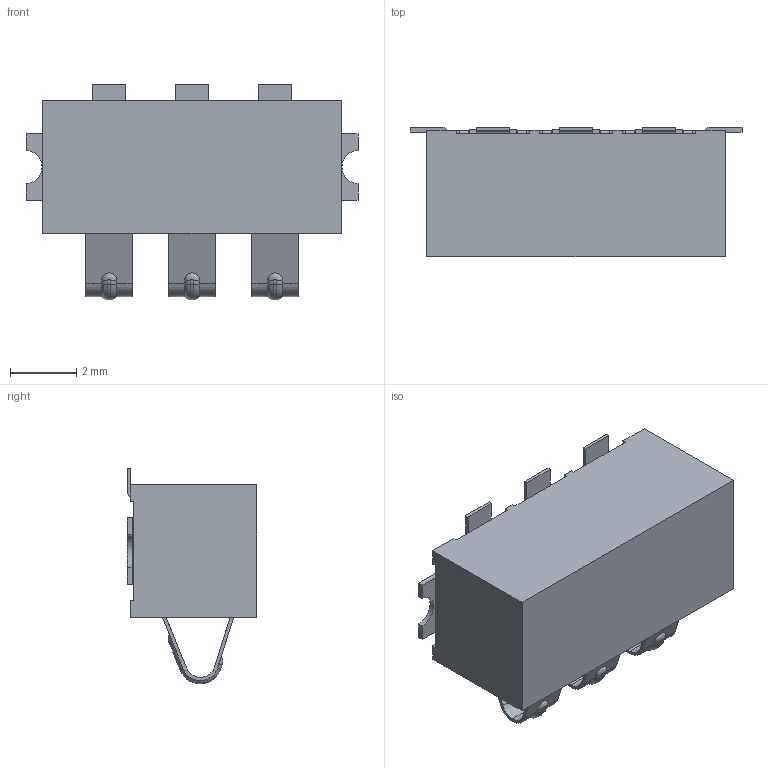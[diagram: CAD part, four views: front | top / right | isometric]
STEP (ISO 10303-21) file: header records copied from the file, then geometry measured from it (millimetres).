
FILE_DESCRIPTION (( 'STEP AP214' ), '1' );
FILE_NAME ('AVX-00-9155-003-541-006.STEP', '2022-09-14T01:38:37', ( '' ), ( '' ), 'SwSTEP 2.0', 'SolidWorks 2022', '' );
FILE_SCHEMA (( 'AUTOMOTIVE_DESIGN' ));
Length unit declared in the file: millimetre
Products named in the file (2): AVX-00-9155-003-541-006; 00-9155-003-541-00X
Assembly tree (1 placements, depth 2):
  AVX-00-9155-003-541-006
    00-9155-003-541-00X
Bounding box: 10 x 3.9 x 6.5 mm (x, y, z)
Volume: 136.6 mm3; surface area: 230 mm2
Topology: 1 solids, 1 shells, 214 faces, 573 edges, 366 vertices
Faces by surface type: plane 109, cylinder 78, bspline 21, torus 6
Entity records: 7133 total; most frequent: CARTESIAN_POINT 1688, ORIENTED_EDGE 1146, DIRECTION 1120, EDGE_CURVE 573, VECTOR 384, LINE 384, AXIS2_PLACEMENT_3D 368, VERTEX_POINT 366
